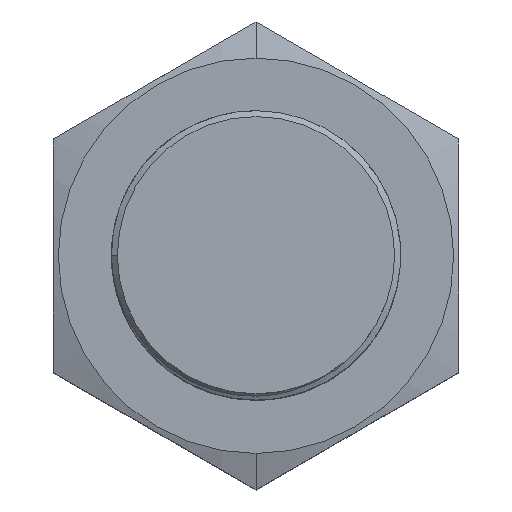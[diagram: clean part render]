
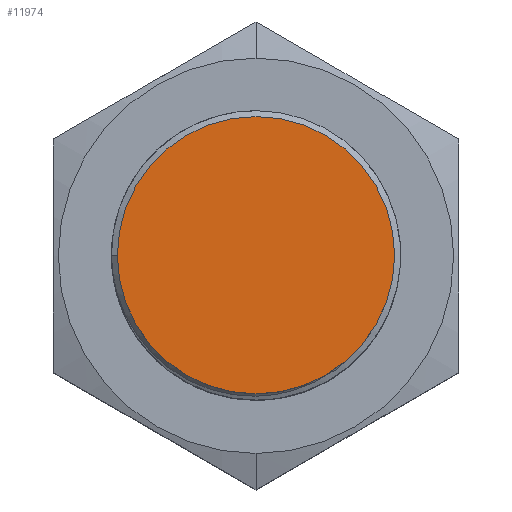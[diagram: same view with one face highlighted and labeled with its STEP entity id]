
A CAD part, top view. The second image highlights one B-rep face of the part: STEP entity #11974.
In plain terms, the highlighted face is planar.
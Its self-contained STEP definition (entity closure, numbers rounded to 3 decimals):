
#5136=CARTESIAN_POINT('',(0.,-4.,0.));
#5137=DIRECTION('',(0.,-1.,0.));
#5138=DIRECTION('',(-1.,0.,0.));
#5139=AXIS2_PLACEMENT_3D('',#5136,#5137,#5138);
#5141=CARTESIAN_POINT('',(0.,-4.,0.));
#5142=DIRECTION('',(0.,-1.,0.));
#5143=DIRECTION('',(1.,0.,0.));
#5144=AXIS2_PLACEMENT_3D('',#5141,#5142,#5143);
#5343=CARTESIAN_POINT('',(-5.75,-4.,0.));
#5344=CARTESIAN_POINT('',(5.75,-4.,0.));
#5345=VERTEX_POINT('',#5343);
#5346=VERTEX_POINT('',#5344);
#11965=CARTESIAN_POINT('',(0.,-4.,0.));
#11966=DIRECTION('',(0.,-1.,0.));
#11967=DIRECTION('',(1.,0.,0.));
#11968=AXIS2_PLACEMENT_3D('',#11965,#11966,#11967);
#11969=PLANE('',#11968);
#11970=ORIENTED_EDGE('',*,*,#11945,.F.);
#11971=ORIENTED_EDGE('',*,*,#11959,.F.);
#11972=EDGE_LOOP('',(#11970,#11971));
#11973=FACE_OUTER_BOUND('',#11972,.F.);
#11974=ADVANCED_FACE('',(#11973),#11969,.T.);
#5140=CIRCLE('',#5139,5.75);
#5145=CIRCLE('',#5144,5.75);
#11945=EDGE_CURVE('',#5345,#5346,#5140,.T.);
#11959=EDGE_CURVE('',#5346,#5345,#5145,.T.);
